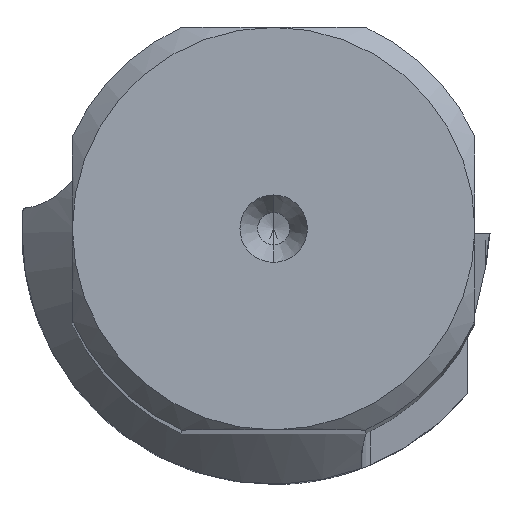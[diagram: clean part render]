
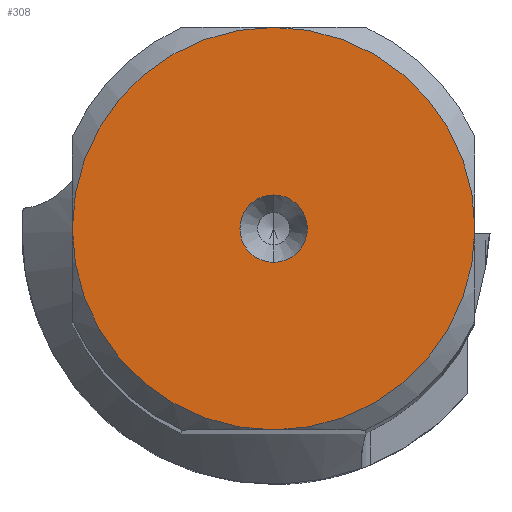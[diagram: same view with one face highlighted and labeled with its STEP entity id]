
A CAD part, top view. The second image highlights one B-rep face of the part: STEP entity #308.
In plain terms, the highlighted planar face has unit normal (0, 0, 1).
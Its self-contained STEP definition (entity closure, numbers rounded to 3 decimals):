
#308=ADVANCED_FACE('',(#437,#438),#405,.T.);
#405=PLANE('',#2124);
#437=FACE_BOUND('',#463,.T.);
#438=FACE_BOUND('',#464,.T.);
#463=EDGE_LOOP('',(#638,#639,#640,#641));
#464=EDGE_LOOP('',(#642,#643));
#638=ORIENTED_EDGE('',*,*,#1369,.F.);
#639=ORIENTED_EDGE('',*,*,#1370,.F.);
#640=ORIENTED_EDGE('',*,*,#1371,.F.);
#641=ORIENTED_EDGE('',*,*,#1372,.F.);
#642=ORIENTED_EDGE('',*,*,#1373,.F.);
#643=ORIENTED_EDGE('',*,*,#1374,.F.);
#1164=VERTEX_POINT('',#2998);
#1165=VERTEX_POINT('',#2999);
#1166=VERTEX_POINT('',#3001);
#1167=VERTEX_POINT('',#3003);
#1168=VERTEX_POINT('',#3006);
#1169=VERTEX_POINT('',#3007);
#1369=EDGE_CURVE('',#1164,#1165,#1642,.T.);
#1370=EDGE_CURVE('',#1166,#1164,#1643,.T.);
#1371=EDGE_CURVE('',#1167,#1166,#1644,.T.);
#1372=EDGE_CURVE('',#1165,#1167,#1645,.T.);
#1373=EDGE_CURVE('',#1168,#1169,#1646,.T.);
#1374=EDGE_CURVE('',#1169,#1168,#1647,.T.);
#1642=CIRCLE('',#2118,10.);
#1643=CIRCLE('',#2119,10.);
#1644=CIRCLE('',#2120,10.);
#1645=CIRCLE('',#2121,10.);
#1646=CIRCLE('',#2122,1.675);
#1647=CIRCLE('',#2123,1.675);
#2118=AXIS2_PLACEMENT_3D('',#2997,#2427,#2428);
#2119=AXIS2_PLACEMENT_3D('',#3000,#2429,#2430);
#2120=AXIS2_PLACEMENT_3D('',#3002,#2431,#2432);
#2121=AXIS2_PLACEMENT_3D('',#3004,#2433,#2434);
#2122=AXIS2_PLACEMENT_3D('',#3005,#2435,#2436);
#2123=AXIS2_PLACEMENT_3D('',#3008,#2437,#2438);
#2124=AXIS2_PLACEMENT_3D('',#3009,#2439,#2440);
#2427=DIRECTION('',(0.,0.,-1.));
#2428=DIRECTION('',(-1.,0.,0.));
#2429=DIRECTION('',(0.,0.,-1.));
#2430=DIRECTION('',(0.,-1.,0.));
#2431=DIRECTION('',(0.,0.,-1.));
#2432=DIRECTION('',(1.,0.,0.));
#2433=DIRECTION('',(0.,0.,-1.));
#2434=DIRECTION('',(0.,1.,0.));
#2435=DIRECTION('',(0.,0.,1.));
#2436=DIRECTION('',(0.,-1.,0.));
#2437=DIRECTION('',(0.,0.,1.));
#2438=DIRECTION('',(0.,1.,0.));
#2439=DIRECTION('',(0.,0.,1.));
#2440=DIRECTION('',(-1.,0.,0.));
#2997=CARTESIAN_POINT('',(0.,0.,0.));
#2998=CARTESIAN_POINT('',(-10.,0.,0.));
#2999=CARTESIAN_POINT('',(0.,10.,0.));
#3000=CARTESIAN_POINT('',(0.,0.,0.));
#3001=CARTESIAN_POINT('',(0.,-10.,0.));
#3002=CARTESIAN_POINT('',(0.,0.,0.));
#3003=CARTESIAN_POINT('',(10.,0.,0.));
#3004=CARTESIAN_POINT('',(0.,0.,0.));
#3005=CARTESIAN_POINT('',(0.,0.,0.));
#3006=CARTESIAN_POINT('',(0.,-1.675,0.));
#3007=CARTESIAN_POINT('',(0.,1.675,0.));
#3008=CARTESIAN_POINT('',(0.,0.,0.));
#3009=CARTESIAN_POINT('',(0.,0.,0.));
